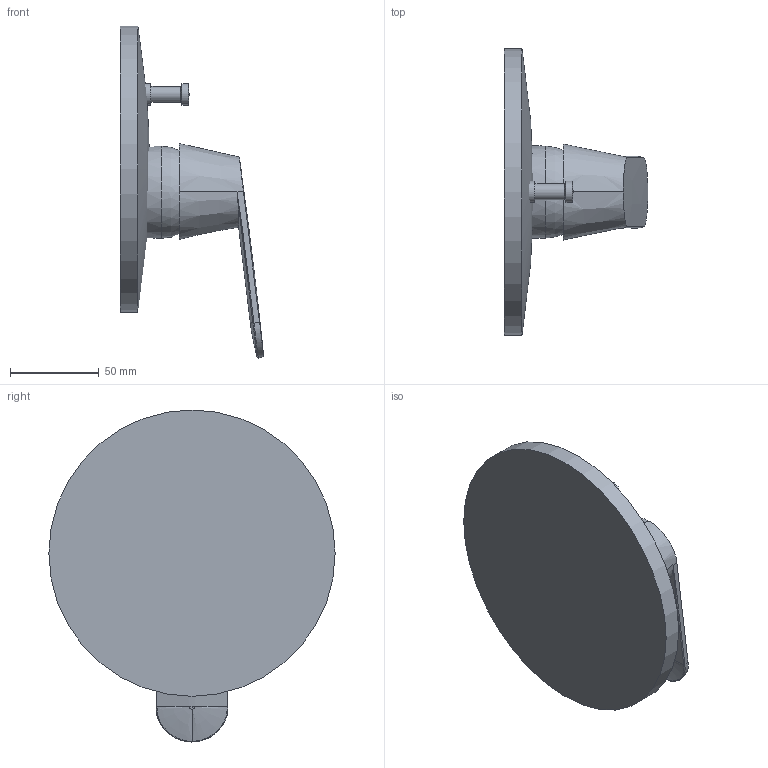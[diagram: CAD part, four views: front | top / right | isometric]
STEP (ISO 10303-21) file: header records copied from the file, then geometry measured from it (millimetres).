
FILE_DESCRIPTION(/* description */ ('Unknown'),/* implementation_level */ '2;1');
FILE_NAME(/* name */ '19382000',/* time_stamp */ '2022-09-08T15:18:19+02:00',/* author */ ('Unknown'),/* organization */ ('GROHE AG'),/* preprocessor_version */ 'ST-DEVELOPER v16.7',/* originating_system */ 'DEX',/* authorisation */ $);
FILE_SCHEMA (('AUTOMOTIVE_DESIGN {1 0 10303 214 3 1 1}'));
Length unit declared in the file: millimetre
Products named in the file (4): 19382000; id44; SQUARE#8
Assembly tree (3 placements, depth 2):
  19382000
    19382000
    id44
    SQUARE#8
Bounding box: 80.77 x 161 x 186.71 mm (x, y, z)
Volume: 270124.9 mm3; surface area: 67295.8 mm2
Topology: 1 solids, 5 shells, 29 faces, 89 edges, 56 vertices
Faces by surface type: bspline 17, cylinder 5, sphere 3, plane 2, cone 2
Full cylindrical faces by diameter (mm): 9 x1, 12 x2, 161 x1
Entity records: 1993 total; most frequent: CARTESIAN_POINT 1247, ORIENTED_EDGE 122, EDGE_CURVE 68, DIRECTION 57, B_SPLINE_CURVE_WITH_KNOTS 54, VERTEX_POINT 48, EDGE_LOOP 34, FACE_BOUND 34
